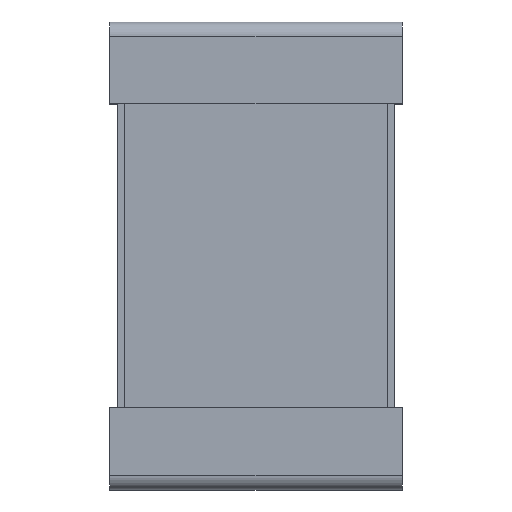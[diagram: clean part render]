
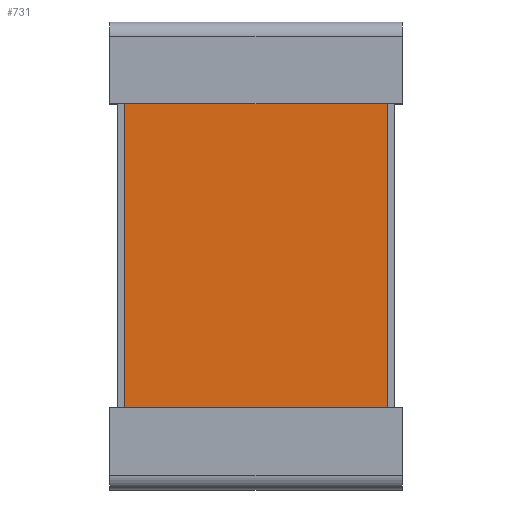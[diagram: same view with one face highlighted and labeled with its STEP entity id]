
A CAD part, top view. The second image highlights one B-rep face of the part: STEP entity #731.
In plain terms, the highlighted planar face has unit normal (0, 0, 1).
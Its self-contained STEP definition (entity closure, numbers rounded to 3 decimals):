
#23=PLANE('',#797);
#61=FACE_OUTER_BOUND('',#99,.T.);
#99=EDGE_LOOP('',(#550,#551,#552,#553));
#167=LINE('',#1114,#259);
#168=LINE('',#1117,#260);
#169=LINE('',#1119,#261);
#170=LINE('',#1120,#262);
#259=VECTOR('',#909,10.);
#260=VECTOR('',#912,10.);
#261=VECTOR('',#913,10.);
#262=VECTOR('',#914,10.);
#355=VERTEX_POINT('',#1110);
#356=VERTEX_POINT('',#1112);
#357=VERTEX_POINT('',#1116);
#358=VERTEX_POINT('',#1118);
#431=EDGE_CURVE('',#355,#356,#167,.T.);
#432=EDGE_CURVE('',#357,#356,#168,.T.);
#433=EDGE_CURVE('',#357,#358,#169,.T.);
#434=EDGE_CURVE('',#355,#358,#170,.T.);
#550=ORIENTED_EDGE('',*,*,#431,.T.);
#551=ORIENTED_EDGE('',*,*,#432,.F.);
#552=ORIENTED_EDGE('',*,*,#433,.T.);
#553=ORIENTED_EDGE('',*,*,#434,.F.);
#731=ADVANCED_FACE('',(#61),#23,.T.);
#797=AXIS2_PLACEMENT_3D('',#1115,#910,#911);
#909=DIRECTION('',(0.,-1.,0.));
#910=DIRECTION('center_axis',(0.,0.,1.));
#911=DIRECTION('ref_axis',(1.,0.,0.));
#912=DIRECTION('',(-1.,0.,0.));
#913=DIRECTION('',(0.,1.,0.));
#914=DIRECTION('',(1.,0.,0.));
#1110=CARTESIAN_POINT('',(-0.563,0.65,0.469));
#1112=CARTESIAN_POINT('',(-0.563,-0.65,0.469));
#1114=CARTESIAN_POINT('',(-0.563,0.,0.469));
#1115=CARTESIAN_POINT('Origin',(0.,0.,0.469));
#1116=CARTESIAN_POINT('',(0.563,-0.65,0.469));
#1117=CARTESIAN_POINT('',(0.313,-0.65,0.469));
#1118=CARTESIAN_POINT('',(0.563,0.65,0.469));
#1119=CARTESIAN_POINT('',(0.563,0.,0.469));
#1120=CARTESIAN_POINT('',(-0.313,0.65,0.469));
